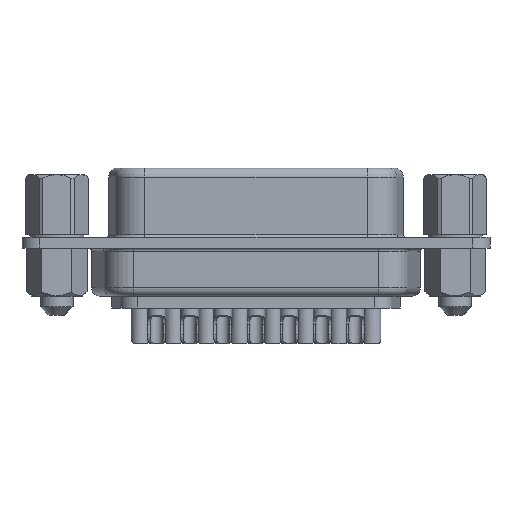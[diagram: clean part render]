
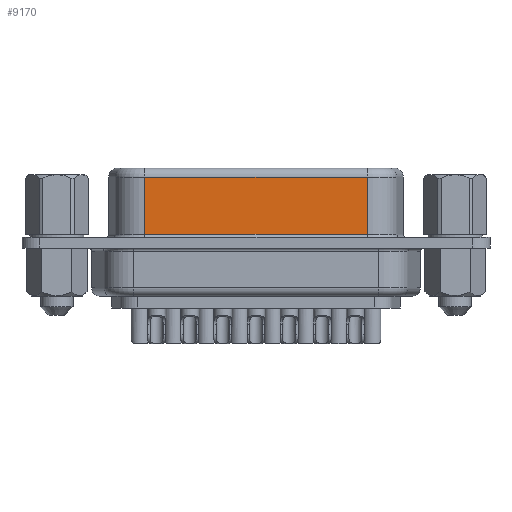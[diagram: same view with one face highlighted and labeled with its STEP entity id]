
A CAD part, front view. The second image highlights one B-rep face of the part: STEP entity #9170.
In plain terms, the highlighted planar face has unit normal (0, -1, 0).
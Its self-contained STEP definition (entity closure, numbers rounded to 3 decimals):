
#82 = EDGE_LOOP ( 'NONE', ( #9643, #9311, #9662, #9279 ) ) ;
#412 = LINE ( 'NONE', #11121, #510 ) ;
#510 = VECTOR ( 'NONE', #11128, 1000. ) ;
#890 = LINE ( 'NONE', #10730, #1163 ) ;
#1163 = VECTOR ( 'NONE', #10732, 1000. ) ;
#1536 = EDGE_CURVE ( 'NONE', #9468, #6178, #890, .T. ) ;
#1681 = EDGE_CURVE ( 'NONE', #9468, #6174, #412, .T. ) ;
#1981 = EDGE_CURVE ( 'NONE', #6120, #6178, #2638, .T. ) ;
#2173 = EDGE_CURVE ( 'NONE', #6174, #6120, #2503, .T. ) ;
#2503 = LINE ( 'NONE', #12909, #2798 ) ;
#2625 = VECTOR ( 'NONE', #12214, 1000. ) ;
#2638 = LINE ( 'NONE', #12213, #2625 ) ;
#2798 = VECTOR ( 'NONE', #12910, 1000. ) ;
#5020 = AXIS2_PLACEMENT_3D ( 'NONE', #13492, #13497, #13498 ) ;
#5710 = FACE_OUTER_BOUND ( 'NONE', #82, .T. ) ;
#6120 = VERTEX_POINT ( 'NONE', #6827 ) ;
#6174 = VERTEX_POINT ( 'NONE', #6874 ) ;
#6178 = VERTEX_POINT ( 'NONE', #6876 ) ;
#6827 = CARTESIAN_POINT ( 'NONE',  ( -9.319, -3.95, 0.7 ) ) ;
#6874 = CARTESIAN_POINT ( 'NONE',  ( -9.319, -3.95, 5.5 ) ) ;
#6876 = CARTESIAN_POINT ( 'NONE',  ( 9.319, -3.95, 0.7 ) ) ;
#9170 = ADVANCED_FACE ( 'NONE', ( #5710 ), #13491, .F. ) ;
#9279 = ORIENTED_EDGE ( 'NONE', *, *, #1681, .T. ) ;
#9311 = ORIENTED_EDGE ( 'NONE', *, *, #1981, .T. ) ;
#9468 = VERTEX_POINT ( 'NONE', #13766 ) ;
#9643 = ORIENTED_EDGE ( 'NONE', *, *, #2173, .T. ) ;
#9662 = ORIENTED_EDGE ( 'NONE', *, *, #1536, .F. ) ;
#10730 = CARTESIAN_POINT ( 'NONE',  ( 9.319, -3.95, 6.25 ) ) ;
#10732 = DIRECTION ( 'NONE',  ( 0., 0., -1. ) ) ;
#11121 = CARTESIAN_POINT ( 'NONE',  ( -9.319, -3.95, 5.5 ) ) ;
#11128 = DIRECTION ( 'NONE',  ( -1., 0., 0. ) ) ;
#12213 = CARTESIAN_POINT ( 'NONE',  ( 9.319, -3.95, 0.7 ) ) ;
#12214 = DIRECTION ( 'NONE',  ( 1., 0., 0. ) ) ;
#12909 = CARTESIAN_POINT ( 'NONE',  ( -9.319, -3.95, 6.25 ) ) ;
#12910 = DIRECTION ( 'NONE',  ( 0., 0., -1. ) ) ;
#13491 = PLANE ( 'NONE',  #5020 ) ;
#13492 = CARTESIAN_POINT ( 'NONE',  ( -9.319, -3.95, 6.25 ) ) ;
#13497 = DIRECTION ( 'NONE',  ( 0., 1., 0. ) ) ;
#13498 = DIRECTION ( 'NONE',  ( 0., 0., 1. ) ) ;
#13766 = CARTESIAN_POINT ( 'NONE',  ( 9.319, -3.95, 5.5 ) ) ;
